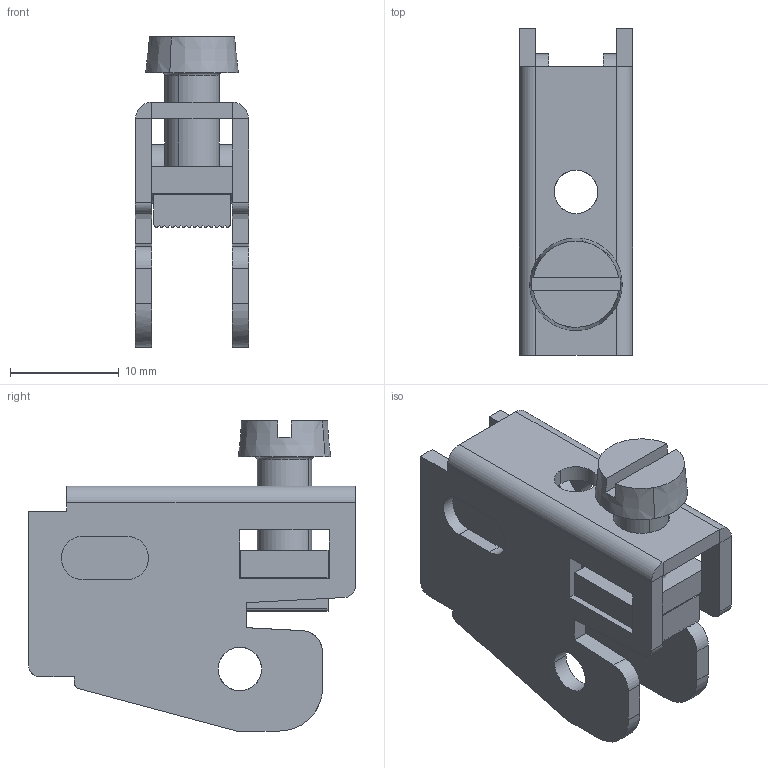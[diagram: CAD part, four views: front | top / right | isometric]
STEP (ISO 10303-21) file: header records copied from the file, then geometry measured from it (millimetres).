
FILE_DESCRIPTION(('CATIA V5 STEP Exchange','CAx-IF Rec.Pracs.--- Model Styling and Organization---1.5--- 2016-08-15','CAx-IF Rec.Pracs.---Supplemental Geometry---1.0---2011-11-01','CAx-IF Rec.Pracs.--- Composite Materials ---1.1---2010-07-15'),'2;1');
FILE_NAME ('D1445952_0', '2025-09-22T06:16:21+00:00', ('none'), ('Weidmueller'), 'CATIA Version 5-6 Release 2024 SP4', 'CATIA V5 STEP AP214 v3', 'none');
FILE_SCHEMA(('AUTOMOTIVE_DESIGN { 1 0 10303 214 1 1 1 1 }'));
Length unit declared in the file: millimetre
Products named in the file (1): 0445600000
Bounding box: 10.4 x 30 x 28.5 mm (x, y, z)
Volume: 2427.5 mm3; surface area: 3703.9 mm2
Topology: 4 solids, 4 shells, 200 faces, 542 edges, 353 vertices
Faces by surface type: plane 122, cylinder 68, cone 8, torus 2
Entity records: 6730 total; most frequent: CARTESIAN_POINT 2123, ORIENTED_EDGE 1080, DIRECTION 705, EDGE_CURVE 540, VERTEX_POINT 353, VECTOR 338, LINE 338, AXIS2_PLACEMENT_3D 230
